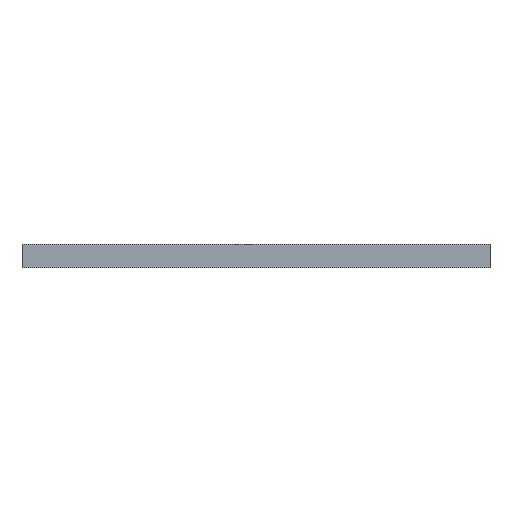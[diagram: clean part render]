
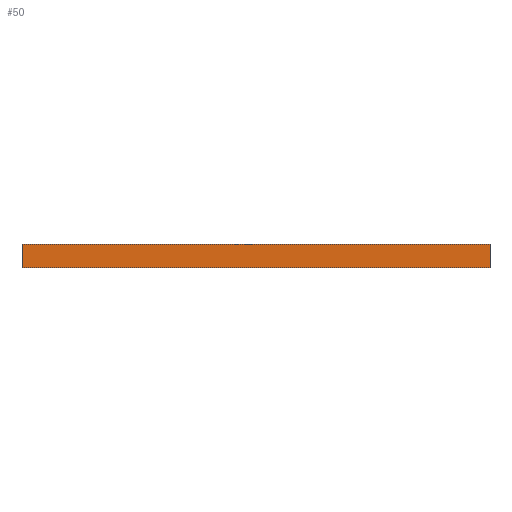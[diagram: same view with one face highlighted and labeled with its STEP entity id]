
A CAD part, front view. The second image highlights one B-rep face of the part: STEP entity #50.
In plain terms, the highlighted planar face has unit normal (0, -1, 0).
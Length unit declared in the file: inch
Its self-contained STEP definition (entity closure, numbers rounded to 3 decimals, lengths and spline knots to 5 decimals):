
#12 = CARTESIAN_POINT ( 'NONE',  ( 0.59055, -0.59055, -0.03937 ) ) ;
#50 = ADVANCED_FACE ( 'NONE', ( #3559 ), #4831, .T. ) ;
#60 = DIRECTION ( 'NONE',  ( 0., 0., 1. ) ) ;
#240 = ORIENTED_EDGE ( 'NONE', *, *, #4508, .T. ) ;
#387 = VERTEX_POINT ( 'NONE', #855 ) ;
#544 = CARTESIAN_POINT ( 'NONE',  ( 0.59055, -0.59055, 0. ) ) ;
#610 = VERTEX_POINT ( 'NONE', #2647 ) ;
#672 = VERTEX_POINT ( 'NONE', #5181 ) ;
#855 = CARTESIAN_POINT ( 'NONE',  ( -0.59055, -0.59055, -0.03937 ) ) ;
#1036 = EDGE_CURVE ( 'NONE', #2499, #610, #2923, .T. ) ;
#1039 = VECTOR ( 'NONE', #60, 39.37008 ) ;
#1196 = LINE ( 'NONE', #4919, #3638 ) ;
#1411 = LINE ( 'NONE', #4564, #1887 ) ;
#1583 = DIRECTION ( 'NONE',  ( 1., 0., 0. ) ) ;
#1711 = EDGE_LOOP ( 'NONE', ( #3021, #240, #2642, #5297 ) ) ;
#1887 = VECTOR ( 'NONE', #1583, 39.37008 ) ;
#2318 = DIRECTION ( 'NONE',  ( 0., -1., 0. ) ) ;
#2452 = LINE ( 'NONE', #2644, #4029 ) ;
#2499 = VERTEX_POINT ( 'NONE', #12 ) ;
#2618 = EDGE_CURVE ( 'NONE', #387, #672, #1196, .T. ) ;
#2642 = ORIENTED_EDGE ( 'NONE', *, *, #1036, .T. ) ;
#2644 = CARTESIAN_POINT ( 'NONE',  ( -0.59055, -0.59055, 0.01969 ) ) ;
#2647 = CARTESIAN_POINT ( 'NONE',  ( 0.59055, -0.59055, 0.01969 ) ) ;
#2923 = LINE ( 'NONE', #544, #1039 ) ;
#3021 = ORIENTED_EDGE ( 'NONE', *, *, #2618, .F. ) ;
#3289 = DIRECTION ( 'NONE',  ( 1., 0., 0. ) ) ;
#3559 = FACE_OUTER_BOUND ( 'NONE', #1711, .T. ) ;
#3638 = VECTOR ( 'NONE', #6442, 39.37008 ) ;
#4029 = VECTOR ( 'NONE', #3289, 39.37008 ) ;
#4508 = EDGE_CURVE ( 'NONE', #387, #2499, #1411, .T. ) ;
#4564 = CARTESIAN_POINT ( 'NONE',  ( -0.59055, -0.59055, -0.03937 ) ) ;
#4712 = AXIS2_PLACEMENT_3D ( 'NONE', #5253, #2318, #5277 ) ;
#4831 = PLANE ( 'NONE',  #4712 ) ;
#4919 = CARTESIAN_POINT ( 'NONE',  ( -0.59055, -0.59055, 0. ) ) ;
#5181 = CARTESIAN_POINT ( 'NONE',  ( -0.59055, -0.59055, 0.01969 ) ) ;
#5253 = CARTESIAN_POINT ( 'NONE',  ( -0.59055, -0.59055, 0. ) ) ;
#5277 = DIRECTION ( 'NONE',  ( 1., 0., 0. ) ) ;
#5297 = ORIENTED_EDGE ( 'NONE', *, *, #6412, .F. ) ;
#6412 = EDGE_CURVE ( 'NONE', #672, #610, #2452, .T. ) ;
#6442 = DIRECTION ( 'NONE',  ( 0., 0., 1. ) ) ;
